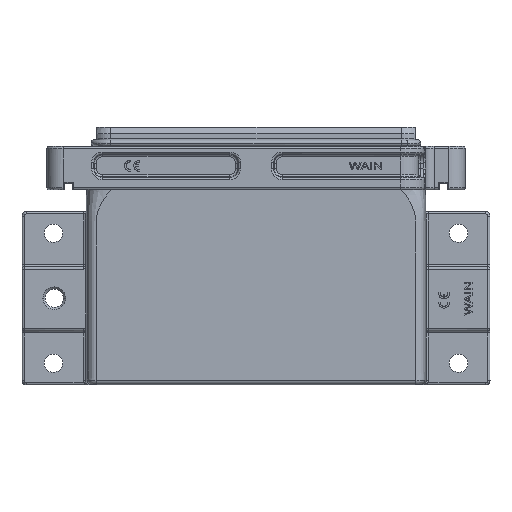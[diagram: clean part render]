
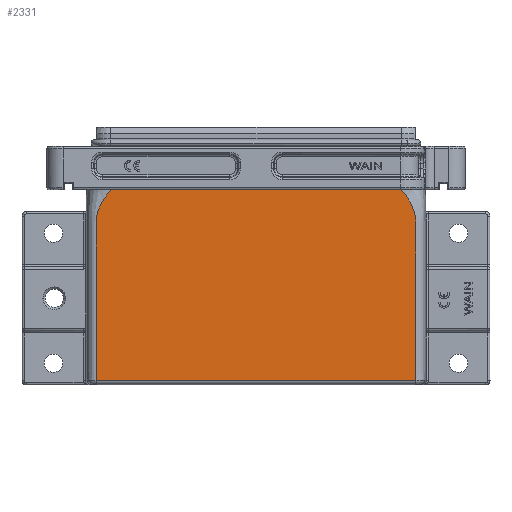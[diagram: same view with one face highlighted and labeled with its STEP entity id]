
A CAD part, top view. The second image highlights one B-rep face of the part: STEP entity #2331.
In plain terms, the highlighted planar face has unit normal (0, 0, 1).
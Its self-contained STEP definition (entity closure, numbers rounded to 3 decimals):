
#1144=FACE_OUTER_BOUND('',#6983,.T.);
#2331=ADVANCED_FACE('NONE',(#1144),#3436,.T.);
#3436=PLANE('',#20692);
#4453=LINE('',#32322,#5614);
#4458=LINE('',#32444,#5619);
#5614=VECTOR('',#22615,1.);
#5619=VECTOR('',#22634,1.);
#6983=EDGE_LOOP('',(#9158,#9159,#9160,#9161));
#9158=ORIENTED_EDGE('',*,*,#16822,.T.);
#9159=ORIENTED_EDGE('',*,*,#16810,.T.);
#9160=ORIENTED_EDGE('',*,*,#16457,.T.);
#9161=ORIENTED_EDGE('',*,*,#16823,.T.);
#14531=VERTEX_POINT('',#28868);
#14533=VERTEX_POINT('',#28916);
#14757=VERTEX_POINT('',#32323);
#14763=VERTEX_POINT('',#32443);
#16457=EDGE_CURVE('NONE',#14531,#14533,#19442,.T.);
#16810=EDGE_CURVE('NONE',#14757,#14531,#4453,.T.);
#16822=EDGE_CURVE('NONE',#14763,#14757,#19668,.T.);
#16823=EDGE_CURVE('NONE',#14533,#14763,#4458,.T.);
#19442=B_SPLINE_CURVE_WITH_KNOTS('',3,(#28917,#28918,#28919,#28920,#28921,
#28922,#28923,#28924,#28925,#28926,#28927,#28928,#28929,#28930,#28931,#28932,
#28933,#28934,#28935,#28936,#28937,#28938,#28939,#28940,#28941,#28942,#28943,
#28944,#28945,#28946,#28947,#28948,#28949,#28950,#28951,#28952,#28953,#28954,
#28955,#28956,#28957,#28958,#28959,#28960,#28961,#28962,#28963,#28964,#28965,
#28966,#28967,#28968,#28969,#28970,#28971,#28972,#28973,#28974,#28975,#28976,
#28977,#28978,#28979,#28980,#28981,#28982),.UNSPECIFIED.,.F.,.F.,(4,1,1,
1,1,1,1,1,1,2,2,1,1,1,2,2,1,1,1,1,2,2,1,1,1,1,1,1,2,2,1,1,1,1,1,1,1,2,2,
1,1,1,1,1,1,1,1,1,1,2,2,4),(0.,0.125,0.187,0.219,
0.234,0.242,0.246,0.248,
0.249,0.25,0.25,0.266,
0.273,0.277,0.279,0.281,
0.297,0.305,0.309,0.311,
0.312,0.312,0.328,0.336,
0.34,0.342,0.343,0.343,
0.344,0.344,0.359,0.367,
0.371,0.373,0.374,0.375,
0.375,0.375,0.375,0.437,
0.469,0.484,0.492,0.496,
0.498,0.499,0.5,0.5,
0.5,0.5,0.5,1.),.UNSPECIFIED.);
#19668=B_SPLINE_CURVE_WITH_KNOTS('',3,(#32404,#32405,#32406,#32407,#32408,
#32409,#32410,#32411,#32412,#32413,#32414,#32415,#32416,#32417,#32418,#32419,
#32420,#32421,#32422,#32423,#32424,#32425,#32426,#32427,#32428,#32429,#32430,
#32431,#32432,#32433,#32434,#32435,#32436,#32437,#32438,#32439,#32440,#32441,
#32442),.UNSPECIFIED.,.F.,.F.,(4,1,1,1,1,1,1,1,1,2,2,1,1,1,1,1,2,2,1,2,
2,2,2,1,2,2,4),(0.,0.25,0.375,0.437,
0.469,0.484,0.492,0.496,0.498,
0.499,0.5,0.562,0.594,
0.609,0.617,0.621,0.623,
0.625,0.633,0.637,0.641,
0.656,0.687,0.719,0.734,
0.75,1.),.UNSPECIFIED.);
#20692=AXIS2_PLACEMENT_3D('',#32445,#22635,#22636);
#22615=DIRECTION('',(-1.,0.,0.));
#22634=DIRECTION('',(1.,0.,0.));
#22635=DIRECTION('',(0.,0.,1.));
#22636=DIRECTION('',(1.,0.,0.));
#28868=CARTESIAN_POINT('',(-66.897,90.,29.));
#28916=CARTESIAN_POINT('',(-73.837,2.,29.));
#28917=CARTESIAN_POINT('',(-66.897,90.,29.));
#28918=CARTESIAN_POINT('',(-68.645,88.073,29.));
#28919=CARTESIAN_POINT('',(-70.771,85.184,29.));
#28920=CARTESIAN_POINT('',(-72.385,81.813,29.));
#28921=CARTESIAN_POINT('',(-72.976,80.127,29.));
#28922=CARTESIAN_POINT('',(-73.217,79.285,29.));
#28923=CARTESIAN_POINT('',(-73.324,78.863,29.));
#28924=CARTESIAN_POINT('',(-73.374,78.653,29.));
#28925=CARTESIAN_POINT('',(-73.398,78.547,29.));
#28926=CARTESIAN_POINT('',(-73.41,78.495,29.));
#28927=CARTESIAN_POINT('',(-73.415,78.472,29.));
#28928=CARTESIAN_POINT('',(-73.419,78.457,29.));
#28929=CARTESIAN_POINT('',(-73.421,78.448,29.));
#28930=CARTESIAN_POINT('',(-73.466,78.241,29.));
#28931=CARTESIAN_POINT('',(-73.529,77.935,29.));
#28932=CARTESIAN_POINT('',(-73.592,77.57,29.));
#28933=CARTESIAN_POINT('',(-73.622,77.386,29.));
#28934=CARTESIAN_POINT('',(-73.635,77.306,29.));
#28935=CARTESIAN_POINT('',(-73.643,77.253,29.));
#28936=CARTESIAN_POINT('',(-73.647,77.225,29.));
#28937=CARTESIAN_POINT('',(-73.681,76.998,29.));
#28938=CARTESIAN_POINT('',(-73.72,76.699,29.));
#28939=CARTESIAN_POINT('',(-73.756,76.358,29.));
#28940=CARTESIAN_POINT('',(-73.772,76.19,29.));
#28941=CARTESIAN_POINT('',(-73.779,76.106,29.));
#28942=CARTESIAN_POINT('',(-73.782,76.071,29.));
#28943=CARTESIAN_POINT('',(-73.784,76.047,29.));
#28944=CARTESIAN_POINT('',(-73.785,76.034,29.));
#28945=CARTESIAN_POINT('',(-73.799,75.851,29.));
#28946=CARTESIAN_POINT('',(-73.815,75.581,29.));
#28947=CARTESIAN_POINT('',(-73.827,75.242,29.));
#28948=CARTESIAN_POINT('',(-73.831,75.067,29.));
#28949=CARTESIAN_POINT('',(-73.833,74.978,29.));
#28950=CARTESIAN_POINT('',(-73.833,74.933,29.));
#28951=CARTESIAN_POINT('',(-73.834,74.911,29.));
#28952=CARTESIAN_POINT('',(-73.834,74.901,29.));
#28953=CARTESIAN_POINT('',(-73.834,74.894,29.));
#28954=CARTESIAN_POINT('',(-73.834,74.89,29.));
#28955=CARTESIAN_POINT('',(-73.836,74.775,29.));
#28956=CARTESIAN_POINT('',(-73.837,74.536,29.));
#28957=CARTESIAN_POINT('',(-73.838,74.136,29.));
#28958=CARTESIAN_POINT('',(-73.837,73.905,29.));
#28959=CARTESIAN_POINT('',(-73.837,73.782,29.));
#28960=CARTESIAN_POINT('',(-73.837,73.719,29.));
#28961=CARTESIAN_POINT('',(-73.837,73.687,29.));
#28962=CARTESIAN_POINT('',(-73.837,73.671,29.));
#28963=CARTESIAN_POINT('',(-73.837,73.664,29.));
#28964=CARTESIAN_POINT('',(-73.837,73.659,29.));
#28965=CARTESIAN_POINT('',(-73.837,73.655,29.));
#28966=CARTESIAN_POINT('',(-73.837,73.583,29.));
#28967=CARTESIAN_POINT('',(-73.837,72.74,29.));
#28968=CARTESIAN_POINT('',(-73.837,70.468,29.));
#28969=CARTESIAN_POINT('',(-73.837,69.01,29.));
#28970=CARTESIAN_POINT('',(-73.837,68.201,29.));
#28971=CARTESIAN_POINT('',(-73.837,67.776,29.));
#28972=CARTESIAN_POINT('',(-73.837,67.559,29.));
#28973=CARTESIAN_POINT('',(-73.837,67.449,29.));
#28974=CARTESIAN_POINT('',(-73.837,67.393,29.));
#28975=CARTESIAN_POINT('',(-73.837,67.366,29.));
#28976=CARTESIAN_POINT('',(-73.837,67.352,29.));
#28977=CARTESIAN_POINT('',(-73.837,67.346,29.));
#28978=CARTESIAN_POINT('',(-73.837,67.342,29.));
#28979=CARTESIAN_POINT('',(-73.837,67.338,29.));
#28980=CARTESIAN_POINT('',(-73.837,66.586,29.));
#28981=CARTESIAN_POINT('',(-73.837,44.806,29.));
#28982=CARTESIAN_POINT('',(-73.837,2.,29.));
#32322=CARTESIAN_POINT('',(-78.5,90.,29.));
#32323=CARTESIAN_POINT('',(66.897,90.,29.));
#32404=CARTESIAN_POINT('',(73.837,2.,29.));
#32405=CARTESIAN_POINT('',(73.837,11.656,29.));
#32406=CARTESIAN_POINT('',(73.837,27.062,29.));
#32407=CARTESIAN_POINT('',(73.837,46.649,29.));
#32408=CARTESIAN_POINT('',(73.837,56.847,29.));
#32409=CARTESIAN_POINT('',(73.837,62.046,29.));
#32410=CARTESIAN_POINT('',(73.837,64.671,29.));
#32411=CARTESIAN_POINT('',(73.837,65.99,29.));
#32412=CARTESIAN_POINT('',(73.837,66.651,29.));
#32413=CARTESIAN_POINT('',(73.837,66.982,29.));
#32414=CARTESIAN_POINT('',(73.837,67.124,29.));
#32415=CARTESIAN_POINT('',(73.837,67.218,29.));
#32416=CARTESIAN_POINT('',(73.837,67.297,29.));
#32417=CARTESIAN_POINT('',(73.837,68.361,29.));
#32418=CARTESIAN_POINT('',(73.837,69.934,29.));
#32419=CARTESIAN_POINT('',(73.836,71.77,29.));
#32420=CARTESIAN_POINT('',(73.836,72.688,29.));
#32421=CARTESIAN_POINT('',(73.836,73.148,29.));
#32422=CARTESIAN_POINT('',(73.836,73.377,29.));
#32423=CARTESIAN_POINT('',(73.836,73.476,29.));
#32424=CARTESIAN_POINT('',(73.836,73.541,29.));
#32425=CARTESIAN_POINT('',(73.836,73.606,29.));
#32426=CARTESIAN_POINT('',(73.836,73.61,29.));
#32427=CARTESIAN_POINT('',(73.837,73.692,29.));
#32428=CARTESIAN_POINT('',(73.837,73.888,29.));
#32429=CARTESIAN_POINT('',(73.837,74.045,29.));
#32430=CARTESIAN_POINT('',(73.838,74.178,29.));
#32431=CARTESIAN_POINT('',(73.838,74.484,29.));
#32432=CARTESIAN_POINT('',(73.838,74.639,29.));
#32433=CARTESIAN_POINT('',(73.831,75.231,29.));
#32434=CARTESIAN_POINT('',(73.819,75.561,29.));
#32435=CARTESIAN_POINT('',(73.759,76.367,29.));
#32436=CARTESIAN_POINT('',(73.692,76.972,29.));
#32437=CARTESIAN_POINT('',(73.592,77.58,29.));
#32438=CARTESIAN_POINT('',(73.518,77.985,29.));
#32439=CARTESIAN_POINT('',(73.486,78.149,29.));
#32440=CARTESIAN_POINT('',(72.586,82.26,29.));
#32441=CARTESIAN_POINT('',(70.408,86.129,29.));
#32442=CARTESIAN_POINT('',(66.897,90.,29.));
#32443=CARTESIAN_POINT('',(73.837,2.,29.));
#32444=CARTESIAN_POINT('',(-78.5,2.,29.));
#32445=CARTESIAN_POINT('',(-78.5,0.,29.));
